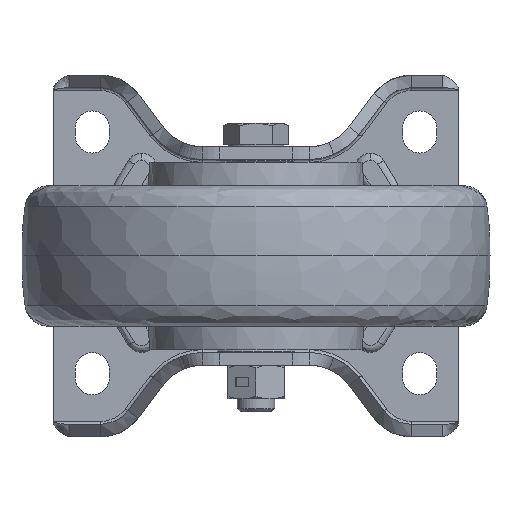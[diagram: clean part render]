
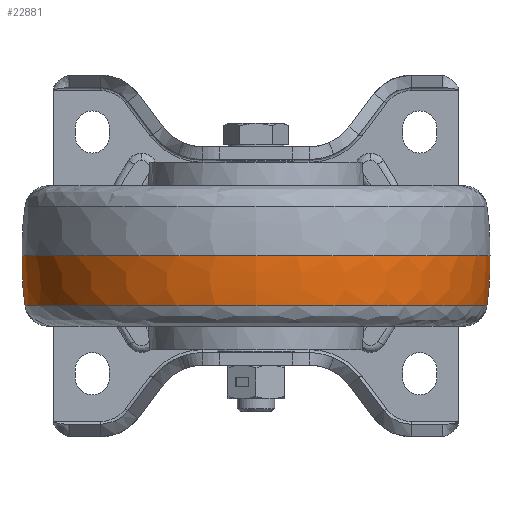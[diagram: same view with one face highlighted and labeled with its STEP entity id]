
A CAD part, front view. The second image highlights one B-rep face of the part: STEP entity #22881.
In plain terms, the highlighted toroidal (fillet/blend) face has major radius 24.98 mm and minor radius 100 mm.
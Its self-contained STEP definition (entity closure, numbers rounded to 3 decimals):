
#158 = CARTESIAN_POINT ( 'NONE',  ( -24.98, -120., -3.024 ) ) ;
#940 = VERTEX_POINT ( 'NONE', #23027 ) ;
#1502 = CARTESIAN_POINT ( 'NONE',  ( 0., -120., -1. ) ) ;
#2605 = DIRECTION ( 'NONE',  ( 0., 0., -1. ) ) ;
#2823 = DIRECTION ( 'NONE',  ( 0., 1., 0. ) ) ;
#3710 = AXIS2_PLACEMENT_3D ( 'NONE', #158, #17368, #2605 ) ;
#3973 = DIRECTION ( 'NONE',  ( 1., 0., 0. ) ) ;
#5737 = AXIS2_PLACEMENT_3D ( 'NONE', #1502, #18720, #3973 ) ;
#7266 = VERTEX_POINT ( 'NONE', #12900 ) ;
#9193 = AXIS2_PLACEMENT_3D ( 'NONE', #17585, #2823, #20022 ) ;
#9356 = CIRCLE ( 'NONE', #12316, 74.038 ) ;
#9631 = DIRECTION ( 'NONE',  ( 1., 0., 0. ) ) ;
#10011 = VERTEX_POINT ( 'NONE', #24821 ) ;
#12204 = EDGE_LOOP ( 'NONE', ( #13732, #30070, #18773, #16094 ) ) ;
#12316 = AXIS2_PLACEMENT_3D ( 'NONE', #27674, #13078, #30136 ) ;
#12900 = CARTESIAN_POINT ( 'NONE',  ( -75., -120., -1. ) ) ;
#13078 = DIRECTION ( 'NONE',  ( 0., 0., 1. ) ) ;
#13732 = ORIENTED_EDGE ( 'NONE', *, *, #28522, .F. ) ;
#16094 = ORIENTED_EDGE ( 'NONE', *, *, #20042, .F. ) ;
#17368 = DIRECTION ( 'NONE',  ( 0., -1., 0. ) ) ;
#17585 = CARTESIAN_POINT ( 'NONE',  ( 24.98, -120., -3.024 ) ) ;
#18720 = DIRECTION ( 'NONE',  ( 0., 0., 1. ) ) ;
#18773 = ORIENTED_EDGE ( 'NONE', *, *, #30879, .T. ) ;
#19176 = FACE_OUTER_BOUND ( 'NONE', #12204, .T. ) ;
#19197 = EDGE_CURVE ( 'NONE', #10011, #940, #9356, .T. ) ;
#20022 = DIRECTION ( 'NONE',  ( -1., 0., 0. ) ) ;
#20042 = EDGE_CURVE ( 'NONE', #7266, #31720, #25351, .T. ) ;
#20856 = CARTESIAN_POINT ( 'NONE',  ( 75., -120., -1. ) ) ;
#21543 = CIRCLE ( 'NONE', #3710, 100. ) ;
#22881 = ADVANCED_FACE ( 'NONE', ( #19176 ), #23342, .T. ) ;
#23027 = CARTESIAN_POINT ( 'NONE',  ( 74.038, -120., -17.007 ) ) ;
#23342 = TOROIDAL_SURFACE ( 'NONE', #26940, -24.98, 100. ) ;
#24279 = DIRECTION ( 'NONE',  ( 0., 0., 1. ) ) ;
#24821 = CARTESIAN_POINT ( 'NONE',  ( -74.038, -120., -17.007 ) ) ;
#25205 = CIRCLE ( 'NONE', #9193, 100. ) ;
#25351 = CIRCLE ( 'NONE', #5737, 75. ) ;
#26940 = AXIS2_PLACEMENT_3D ( 'NONE', #31326, #24279, #9631 ) ;
#27674 = CARTESIAN_POINT ( 'NONE',  ( 0., -120., -17.007 ) ) ;
#28522 = EDGE_CURVE ( 'NONE', #10011, #7266, #25205, .T. ) ;
#30070 = ORIENTED_EDGE ( 'NONE', *, *, #19197, .T. ) ;
#30136 = DIRECTION ( 'NONE',  ( 1., 0., 0. ) ) ;
#30879 = EDGE_CURVE ( 'NONE', #940, #31720, #21543, .T. ) ;
#31326 = CARTESIAN_POINT ( 'NONE',  ( 0., -120., -3.024 ) ) ;
#31720 = VERTEX_POINT ( 'NONE', #20856 ) ;
